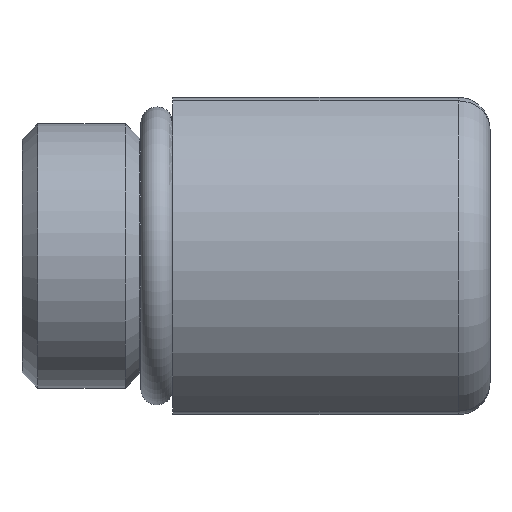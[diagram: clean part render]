
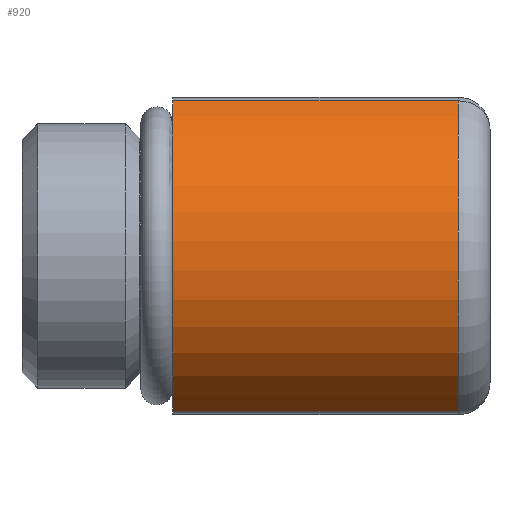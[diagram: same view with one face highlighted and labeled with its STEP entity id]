
A CAD part, left-side view. The second image highlights one B-rep face of the part: STEP entity #920.
In plain terms, the highlighted cylindrical face has radius 11 mm (diameter 22 mm), a partial arc.
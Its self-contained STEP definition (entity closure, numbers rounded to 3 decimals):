
#54=CYLINDRICAL_SURFACE('',#1026,11.);
#84=LINE('',#1475,#120);
#89=LINE('',#1496,#125);
#120=VECTOR('',#1177,10.);
#125=VECTOR('',#1204,10.);
#174=FACE_OUTER_BOUND('',#237,.T.);
#237=EDGE_LOOP('',(#624,#625,#626,#627));
#307=CIRCLE('',#1007,11.);
#320=CIRCLE('',#1027,11.);
#382=VERTEX_POINT('',#1449);
#384=VERTEX_POINT('',#1452);
#392=VERTEX_POINT('',#1473);
#397=VERTEX_POINT('',#1494);
#461=EDGE_CURVE('',#384,#382,#307,.T.);
#473=EDGE_CURVE('',#392,#382,#84,.T.);
#483=EDGE_CURVE('',#397,#392,#320,.T.);
#484=EDGE_CURVE('',#384,#397,#89,.T.);
#624=ORIENTED_EDGE('',*,*,#473,.F.);
#625=ORIENTED_EDGE('',*,*,#483,.F.);
#626=ORIENTED_EDGE('',*,*,#484,.F.);
#627=ORIENTED_EDGE('',*,*,#461,.T.);
#920=ADVANCED_FACE('',(#174),#54,.T.);
#1007=AXIS2_PLACEMENT_3D('',#1453,#1153,#1154);
#1026=AXIS2_PLACEMENT_3D('',#1493,#1200,#1201);
#1027=AXIS2_PLACEMENT_3D('',#1495,#1202,#1203);
#1153=DIRECTION('center_axis',(0.,-1.,0.));
#1154=DIRECTION('ref_axis',(1.,0.,0.));
#1177=DIRECTION('',(0.,1.,0.));
#1200=DIRECTION('center_axis',(0.,-1.,0.));
#1201=DIRECTION('ref_axis',(-1.,0.,0.));
#1202=DIRECTION('center_axis',(0.,-1.,0.));
#1203=DIRECTION('ref_axis',(-1.,0.,0.));
#1204=DIRECTION('',(0.,-1.,0.));
#1449=CARTESIAN_POINT('',(-17.93,7.867,-9.778));
#1452=CARTESIAN_POINT('',(-17.93,7.867,9.778));
#1453=CARTESIAN_POINT('Origin',(-12.891,7.867,0.));
#1473=CARTESIAN_POINT('',(-17.93,-10.133,-9.778));
#1475=CARTESIAN_POINT('',(-17.93,-2.133,-9.778));
#1493=CARTESIAN_POINT('Origin',(-12.891,-2.133,0.));
#1494=CARTESIAN_POINT('',(-17.93,-10.133,9.778));
#1495=CARTESIAN_POINT('Origin',(-12.891,-10.133,0.));
#1496=CARTESIAN_POINT('',(-17.93,-2.133,9.778));
